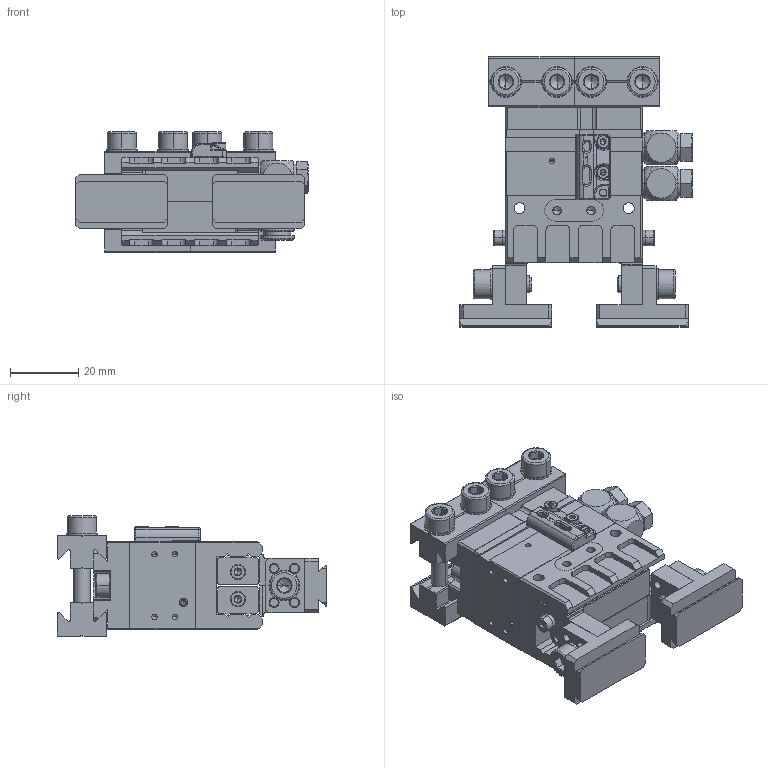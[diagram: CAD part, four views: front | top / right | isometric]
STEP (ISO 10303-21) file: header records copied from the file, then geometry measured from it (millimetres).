
FILE_DESCRIPTION((''),'2;1');
FILE_NAME('3804251154_FGA_MPGPLUS40_KIT_ASM','2019-10-10T14:03:19',('U004522'),('SCHUNK GmbH & Co. KG'),'CREO PARAMETRIC BY PTC INC, 2018190','CREO PARAMETRIC BY PTC INC, 2018190','');
FILE_SCHEMA(('CONFIG_CONTROL_DESIGN','SHAPE_APPEARANCE_LAYERS_GROUPS'));
Length unit declared in the file: millimetre
Products named in the file (25): 5518740_MPGPLUS_40_GEH; 5518741_MPGPLUS_40_FIN; 5518739_MPGPLUS_40_ADG; DEI4762_M004X020_12_9; ISO4026_M003X003_45H; 9962713_MPGPLUS_40_HAL; 9965221_SCHEIBE_D4_5; DEI4762_M002_5X010_12_9; 1007752_HAL_MPGPLUS_40; DEI4762_M002X004_12_9; 0305521_MPGPLUS_40_ASM; 1399517_AGS_1-63-30-16-00-APG_1; AGS_WASHER_SIS-4; DEI4762_M004X012_12_9; 1399517_AGS_1-63-30-16-00-APG_ASM; 1333631_AGS_1-25-50-42-00-PPV_1; 1333631_AGS_1-25-50-42-00-PPV_2; AGS_WASHER_SIS-5; DEI4762_M005X030_12_9; 1333631_AGS_1-25-50-42-00-PPV_ASM; 1334684_AGS_1-63-22-16-00-HSP_1; DEI4762_M005X012_12_9; 1334684_AGS_1-63-22-16-00-HSP_ASM; 9936171_SWV_M5-6; 3804251154_FGA_MPGPLUS40_KIT_ASM
Assembly tree (46 placements, depth 3):
  3804251154_FGA_MPGPLUS40_KIT_ASM
    0305521_MPGPLUS_40_ASM
      5518740_MPGPLUS_40_GEH
      5518741_MPGPLUS_40_FIN  x2
      5518739_MPGPLUS_40_ADG
      DEI4762_M004X020_12_9  x2
      ISO4026_M003X003_45H  x3
      9962713_MPGPLUS_40_HAL  x4
      9965221_SCHEIBE_D4_5  x4
      DEI4762_M002_5X010_12_9  x4
      1007752_HAL_MPGPLUS_40
      DEI4762_M002X004_12_9  x2
    1399517_AGS_1-63-30-16-00-APG_ASM
      1399517_AGS_1-63-30-16-00-APG_1
      AGS_WASHER_SIS-4  x2
      DEI4762_M004X012_12_9  x2
    1333631_AGS_1-25-50-42-00-PPV_ASM  x2
      1333631_AGS_1-25-50-42-00-PPV_1
      1333631_AGS_1-25-50-42-00-PPV_2
      AGS_WASHER_SIS-5
      DEI4762_M005X030_12_9
    1334684_AGS_1-63-22-16-00-HSP_ASM  x2
      1334684_AGS_1-63-22-16-00-HSP_1
      AGS_WASHER_SIS-5
      DEI4762_M005X012_12_9
    9936171_SWV_M5-6  x2
Bounding box: 68.1 x 79.1 x 35.2 mm (x, y, z)
Volume: 68460.8 mm3; surface area: 45452.3 mm2
Topology: 49 solids, 49 shells, 1741 faces, 4394 edges, 2725 vertices
Faces by surface type: plane 760, cylinder 503, cone 348, torus 81, extrusion 24, bspline 17, sphere 8
Entity records: 39255 total; most frequent: CARTESIAN_POINT 7757, DIRECTION 5166, ORIENTED_EDGE 4936, EDGE_CURVE 2468, PRESENTATION_STYLE_ASSIGNMENT 2246, STYLED_ITEM 2243, CURVE_STYLE 2227, AXIS2_PLACEMENT_3D 1858
